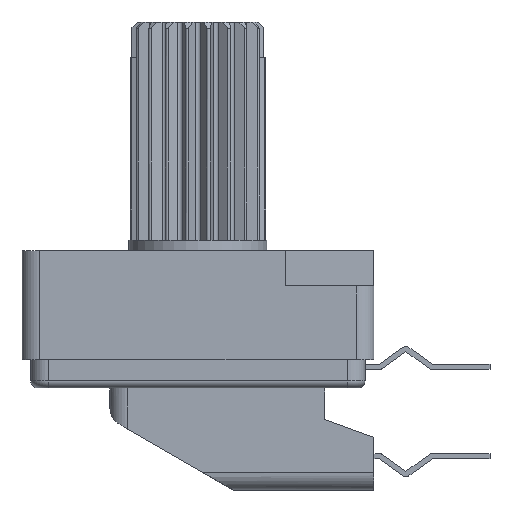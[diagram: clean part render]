
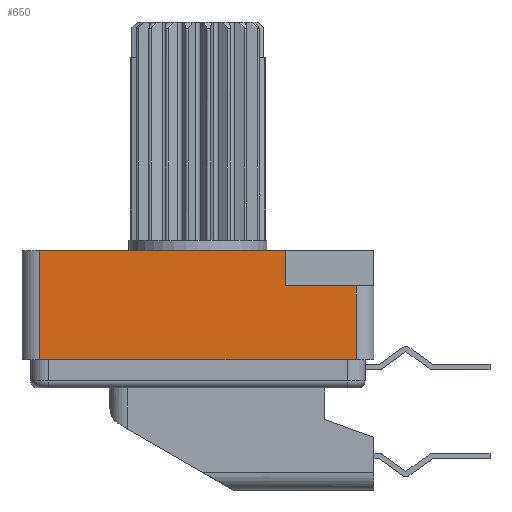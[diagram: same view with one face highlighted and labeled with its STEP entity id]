
A CAD part, left-side view. The second image highlights one B-rep face of the part: STEP entity #650.
In plain terms, the highlighted planar face has unit normal (-1, 0, 0).
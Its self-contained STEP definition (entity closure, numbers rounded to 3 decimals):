
#650 = ADVANCED_FACE( '', ( #1702 ), #1703, .F. );
#1702 = FACE_OUTER_BOUND( '', #3219, .T. );
#1703 = PLANE( '', #3220 );
#3219 = EDGE_LOOP( '', ( #5066, #5067, #5068, #5069, #5070, #5071 ) );
#3220 = AXIS2_PLACEMENT_3D( '', #5072, #5073, #5074 );
#5066 = ORIENTED_EDGE( '', *, *, #9360, .F. );
#5067 = ORIENTED_EDGE( '', *, *, #9361, .T. );
#5068 = ORIENTED_EDGE( '', *, *, #9362, .F. );
#5069 = ORIENTED_EDGE( '', *, *, #9363, .T. );
#5070 = ORIENTED_EDGE( '', *, *, #9364, .T. );
#5071 = ORIENTED_EDGE( '', *, *, #9365, .F. );
#5072 = CARTESIAN_POINT( '', ( -5., 4.5, 3.9 ) );
#5073 = DIRECTION( '', ( 1., 0., 0. ) );
#5074 = DIRECTION( '', ( 0., 0., -1. ) );
#9360 = EDGE_CURVE( '', #11369, #11370, #11371, .T. );
#9361 = EDGE_CURVE( '', #11369, #11372, #11373, .T. );
#9362 = EDGE_CURVE( '', #11374, #11372, #11375, .T. );
#9363 = EDGE_CURVE( '', #11374, #11376, #11377, .T. );
#9364 = EDGE_CURVE( '', #11376, #11378, #11379, .T. );
#9365 = EDGE_CURVE( '', #11370, #11378, #11380, .T. );
#11369 = VERTEX_POINT( '', #14233 );
#11370 = VERTEX_POINT( '', #14234 );
#11371 = LINE( '', #14235, #14236 );
#11372 = VERTEX_POINT( '', #14237 );
#11373 = LINE( '', #14238, #14239 );
#11374 = VERTEX_POINT( '', #14240 );
#11375 = LINE( '', #14241, #14242 );
#11376 = VERTEX_POINT( '', #14243 );
#11377 = LINE( '', #14244, #14245 );
#11378 = VERTEX_POINT( '', #14246 );
#11379 = LINE( '', #14247, #14248 );
#11380 = LINE( '', #14249, #14250 );
#14233 = CARTESIAN_POINT( '', ( -5., -2.5, 2.9 ) );
#14234 = CARTESIAN_POINT( '', ( -5., -4.5, 2.9 ) );
#14235 = CARTESIAN_POINT( '', ( -5., -2.5, 2.9 ) );
#14236 = VECTOR( '', #17854, 1000. );
#14237 = CARTESIAN_POINT( '', ( -5., -2.5, 3.9 ) );
#14238 = CARTESIAN_POINT( '', ( -5., -2.5, 2.9 ) );
#14239 = VECTOR( '', #17855, 1000. );
#14240 = CARTESIAN_POINT( '', ( -5., 4.5, 3.9 ) );
#14241 = CARTESIAN_POINT( '', ( -5., 4.5, 3.9 ) );
#14242 = VECTOR( '', #17856, 1000. );
#14243 = CARTESIAN_POINT( '', ( -5., 4.5, 0.8 ) );
#14244 = CARTESIAN_POINT( '', ( -5., 4.5, 3.9 ) );
#14245 = VECTOR( '', #17857, 1000. );
#14246 = CARTESIAN_POINT( '', ( -5., -4.5, 0.8 ) );
#14247 = CARTESIAN_POINT( '', ( -5., 4.5, 0.8 ) );
#14248 = VECTOR( '', #17858, 1000. );
#14249 = CARTESIAN_POINT( '', ( -5., -4.5, 3.9 ) );
#14250 = VECTOR( '', #17859, 1000. );
#17854 = DIRECTION( '', ( 0., -1., 0. ) );
#17855 = DIRECTION( '', ( 0., 0., 1. ) );
#17856 = DIRECTION( '', ( 0., -1., 0. ) );
#17857 = DIRECTION( '', ( 0., 0., -1. ) );
#17858 = DIRECTION( '', ( 0., -1., 0. ) );
#17859 = DIRECTION( '', ( 0., 0., -1. ) );
